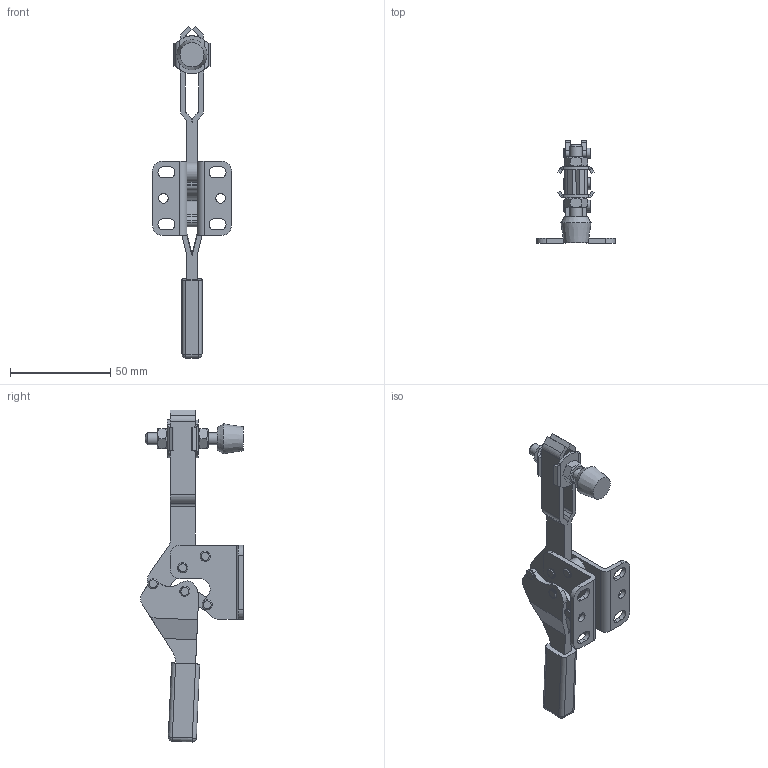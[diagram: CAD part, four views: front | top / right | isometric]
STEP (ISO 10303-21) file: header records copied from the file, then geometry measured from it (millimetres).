
FILE_DESCRIPTION((''),'2;1');
FILE_NAME('Bauteil1.stp','2011-01-28T11:05:00',('huberm'),(''),'Autodesk Inventor 2010','Autodesk Inventor 2010','');
FILE_SCHEMA(('AUTOMOTIVE_DESIGN { 1 0 10303 214 1 1 1 1 }'));
Length unit declared in the file: millimetre
Products named in the file (1): Bauteil1
Bounding box: 39.5 x 51.17 x 165.7 mm (x, y, z)
Volume: 27769.6 mm3; surface area: 18947.4 mm2
Topology: 1 solids, 1 shells, 262 faces, 687 edges, 421 vertices
Faces by surface type: plane 113, cylinder 85, bspline 48, cone 7, torus 5, sphere 4
Full cylindrical faces by diameter (mm): 4.8 x2, 5 x10, 6 x3, 6.4 x2, 10 x1
Entity records: 8464 total; most frequent: CARTESIAN_POINT 1884, ORIENTED_EDGE 1308, DIRECTION 1285, EDGE_CURVE 654, AXIS2_PLACEMENT_3D 456, VERTEX_POINT 421, VECTOR 373, LINE 373
